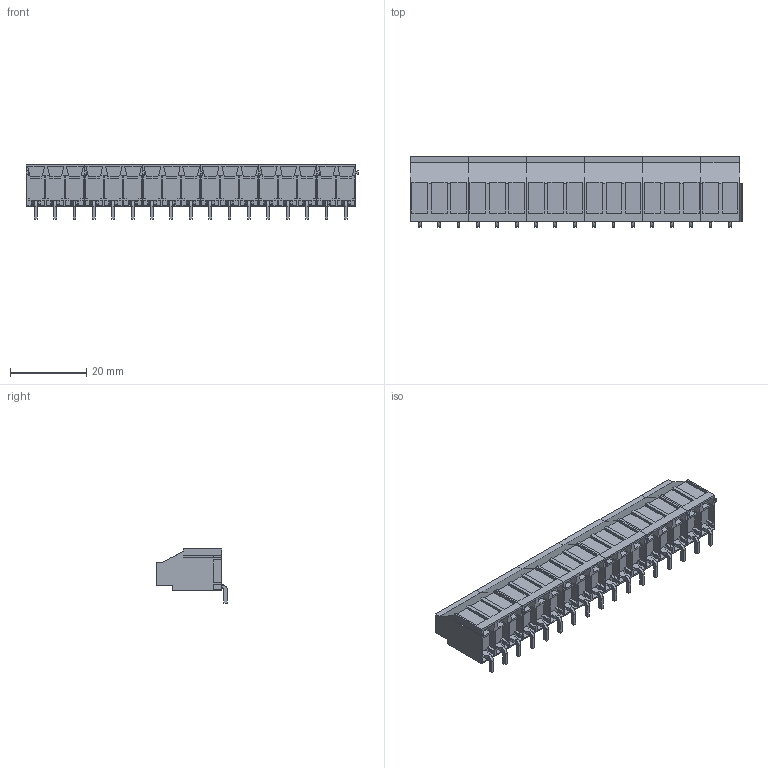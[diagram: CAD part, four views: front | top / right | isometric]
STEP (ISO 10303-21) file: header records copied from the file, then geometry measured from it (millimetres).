
FILE_DESCRIPTION(('CATIA V5 STEP','CAx-IF Rec.Pracs.--- Model Styling and Organization---1.2---2011-12-15'),'2;1');
FILE_NAME ('D1462060_0_2432060000_2432060000.stp','2016-10-03T07:10:04+00:00',('none'),('Weidmueller'),'CATIA Version 5-6 Release 2014','CATIA V5 STEP AP214','none');
FILE_SCHEMA(('AUTOMOTIVE_DESIGN { 1 0 10303 214 1 1 1 1 }'));
Length unit declared in the file: millimetre
Products named in the file (1): 2432060000_S
Bounding box: 87.01 x 18.57 x 14.2 mm (x, y, z)
Volume: 11293.4 mm3; surface area: 11655.5 mm2
Topology: 40 solids, 40 shells, 1284 faces, 3391 edges, 2238 vertices
Faces by surface type: plane 1148, cylinder 136
Entity records: 36517 total; most frequent: ORIENTED_EDGE 6782, CARTESIAN_POINT 6469, DIRECTION 5069, EDGE_CURVE 3391, VECTOR 3051, LINE 3051, VERTEX_POINT 2238, EDGE_LOOP 1335
